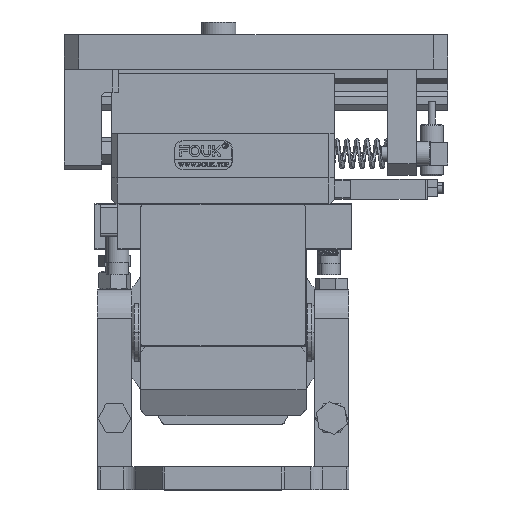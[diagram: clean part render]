
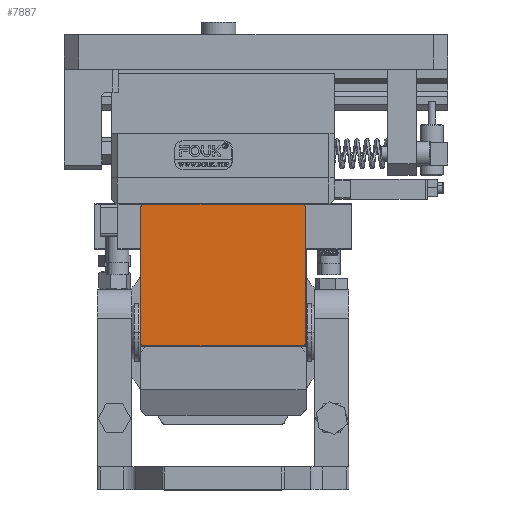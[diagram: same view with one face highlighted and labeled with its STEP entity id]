
A CAD part, top view. The second image highlights one B-rep face of the part: STEP entity #7887.
In plain terms, the highlighted planar face has unit normal (0, 0, 1).
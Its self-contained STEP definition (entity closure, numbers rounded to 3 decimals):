
#1061 = DIRECTION ( 'NONE',  ( 0., 0., -1. ) ) ;
#3145 = CARTESIAN_POINT ( 'NONE',  ( 27.75, -0.25, 88. ) ) ;
#3162 = CARTESIAN_POINT ( 'NONE',  ( 28.75, -1.25, 88. ) ) ;
#3275 = VECTOR ( 'NONE', #35354, 1000. ) ;
#3288 = ORIENTED_EDGE ( 'NONE', *, *, #67831, .F. ) ;
#4945 = DIRECTION ( 'NONE',  ( -1., 0., 0. ) ) ;
#5121 = DIRECTION ( 'NONE',  ( 0., 0., -1. ) ) ;
#5594 = CARTESIAN_POINT ( 'NONE',  ( -20., -45., 88. ) ) ;
#6015 = ORIENTED_EDGE ( 'NONE', *, *, #20511, .T. ) ;
#7722 = ORIENTED_EDGE ( 'NONE', *, *, #26039, .F. ) ;
#7887 = ADVANCED_FACE ( 'NONE', ( #63553 ), #43337, .F. ) ;
#9677 = CARTESIAN_POINT ( 'NONE',  ( -28.75, -1.25, 88. ) ) ;
#10171 = ORIENTED_EDGE ( 'NONE', *, *, #15760, .F. ) ;
#10599 = AXIS2_PLACEMENT_3D ( 'NONE', #38092, #82902, #44539 ) ;
#12022 = AXIS2_PLACEMENT_3D ( 'NONE', #37278, #5121, #75338 ) ;
#14071 = VERTEX_POINT ( 'NONE', #14500 ) ;
#14500 = CARTESIAN_POINT ( 'NONE',  ( -27.75, -0.25, 88. ) ) ;
#15376 = VECTOR ( 'NONE', #63333, 1000. ) ;
#15760 = EDGE_CURVE ( 'NONE', #19247, #14071, #19874, .T. ) ;
#18664 = ORIENTED_EDGE ( 'NONE', *, *, #20111, .T. ) ;
#18859 = CARTESIAN_POINT ( 'NONE',  ( 28.75, -49.75, 88. ) ) ;
#19247 = VERTEX_POINT ( 'NONE', #9677 ) ;
#19600 = ORIENTED_EDGE ( 'NONE', *, *, #69044, .F. ) ;
#19874 = CIRCLE ( 'NONE', #81899, 1. ) ;
#20111 = EDGE_CURVE ( 'NONE', #30830, #36758, #46436, .T. ) ;
#20183 = CARTESIAN_POINT ( 'NONE',  ( 27.75, -49.75, 88. ) ) ;
#20328 = EDGE_CURVE ( 'NONE', #24125, #78679, #81428, .T. ) ;
#20511 = EDGE_CURVE ( 'NONE', #19247, #43993, #72435, .T. ) ;
#21343 = CARTESIAN_POINT ( 'NONE',  ( -28.75, -48.75, 88. ) ) ;
#24125 = VERTEX_POINT ( 'NONE', #61447 ) ;
#24180 = AXIS2_PLACEMENT_3D ( 'NONE', #5594, #55958, #42777 ) ;
#24602 = AXIS2_PLACEMENT_3D ( 'NONE', #67566, #1061, #30655 ) ;
#26039 = EDGE_CURVE ( 'NONE', #30830, #43993, #44934, .T. ) ;
#26368 = ORIENTED_EDGE ( 'NONE', *, *, #20328, .T. ) ;
#29681 = CIRCLE ( 'NONE', #10599, 1. ) ;
#30609 = CARTESIAN_POINT ( 'NONE',  ( -28.75, -49.75, 88. ) ) ;
#30655 = DIRECTION ( 'NONE',  ( -1., 0., 0. ) ) ;
#30830 = VERTEX_POINT ( 'NONE', #32131 ) ;
#32131 = CARTESIAN_POINT ( 'NONE',  ( -27.75, -49.75, 88. ) ) ;
#33258 = DIRECTION ( 'NONE',  ( -1., 0., 0. ) ) ;
#35354 = DIRECTION ( 'NONE',  ( 0., 1., 0. ) ) ;
#36758 = VERTEX_POINT ( 'NONE', #20183 ) ;
#37278 = CARTESIAN_POINT ( 'NONE',  ( -27.75, -48.75, 88. ) ) ;
#38092 = CARTESIAN_POINT ( 'NONE',  ( 27.75, -48.75, 88. ) ) ;
#40497 = DIRECTION ( 'NONE',  ( 0., 0., -1. ) ) ;
#42777 = DIRECTION ( 'NONE',  ( -1., 0., 0. ) ) ;
#43337 = PLANE ( 'NONE',  #24180 ) ;
#43993 = VERTEX_POINT ( 'NONE', #21343 ) ;
#44539 = DIRECTION ( 'NONE',  ( -1., 0., 0. ) ) ;
#44934 = CIRCLE ( 'NONE', #12022, 1. ) ;
#46380 = VERTEX_POINT ( 'NONE', #3145 ) ;
#46436 = LINE ( 'NONE', #18859, #64517 ) ;
#47435 = CARTESIAN_POINT ( 'NONE',  ( 28.75, -0.25, 88. ) ) ;
#53138 = CARTESIAN_POINT ( 'NONE',  ( -27.75, -1.25, 88. ) ) ;
#55958 = DIRECTION ( 'NONE',  ( 0., 0., -1. ) ) ;
#58561 = CIRCLE ( 'NONE', #24602, 1. ) ;
#61447 = CARTESIAN_POINT ( 'NONE',  ( 28.75, -48.75, 88. ) ) ;
#62593 = CARTESIAN_POINT ( 'NONE',  ( -28.75, -0.25, 88. ) ) ;
#63333 = DIRECTION ( 'NONE',  ( 0., -1., 0. ) ) ;
#63553 = FACE_OUTER_BOUND ( 'NONE', #64889, .T. ) ;
#64517 = VECTOR ( 'NONE', #70042, 1000. ) ;
#64889 = EDGE_LOOP ( 'NONE', ( #6015, #7722, #18664, #3288, #26368, #19600, #70774, #10171 ) ) ;
#65471 = VECTOR ( 'NONE', #4945, 1000. ) ;
#67566 = CARTESIAN_POINT ( 'NONE',  ( 27.75, -1.25, 88. ) ) ;
#67831 = EDGE_CURVE ( 'NONE', #24125, #36758, #29681, .T. ) ;
#69044 = EDGE_CURVE ( 'NONE', #46380, #78679, #58561, .T. ) ;
#70042 = DIRECTION ( 'NONE',  ( 1., 0., 0. ) ) ;
#70208 = EDGE_CURVE ( 'NONE', #46380, #14071, #82482, .T. ) ;
#70774 = ORIENTED_EDGE ( 'NONE', *, *, #70208, .T. ) ;
#72435 = LINE ( 'NONE', #30609, #15376 ) ;
#75338 = DIRECTION ( 'NONE',  ( -1., 0., 0. ) ) ;
#78679 = VERTEX_POINT ( 'NONE', #3162 ) ;
#81428 = LINE ( 'NONE', #47435, #3275 ) ;
#81899 = AXIS2_PLACEMENT_3D ( 'NONE', #53138, #40497, #33258 ) ;
#82482 = LINE ( 'NONE', #62593, #65471 ) ;
#82902 = DIRECTION ( 'NONE',  ( 0., 0., -1. ) ) ;
